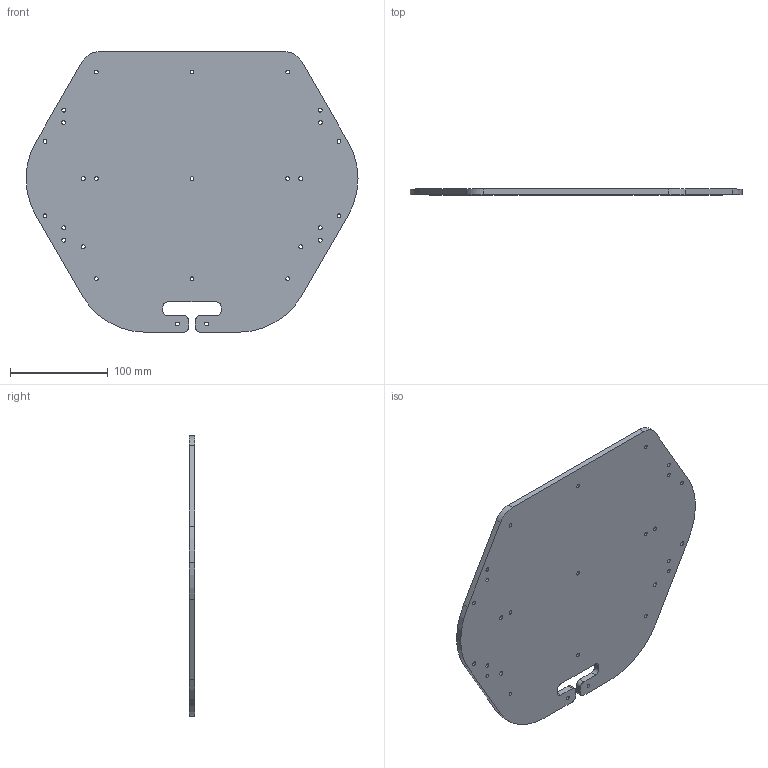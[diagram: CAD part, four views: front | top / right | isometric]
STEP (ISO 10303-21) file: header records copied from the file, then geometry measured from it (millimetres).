
FILE_DESCRIPTION((''),'2;1');
FILE_NAME('DISK_02_NEW','2012-11-19T',('asus'),(''),'PRO/ENGINEER BY PARAMETRIC TECHNOLOGY CORPORATION, 2010480','PRO/ENGINEER BY PARAMETRIC TECHNOLOGY CORPORATION, 2010480','');
FILE_SCHEMA(('CONFIG_CONTROL_DESIGN'));
Length unit declared in the file: millimetre
Products named in the file (1): DISK_02_NEW
Bounding box: 340 x 6 x 287.27 mm (x, y, z)
Volume: 466471.1 mm3; surface area: 164575.6 mm2
Topology: 1 solids, 1 shells, 88 faces, 258 edges, 172 vertices
Faces by surface type: cylinder 72, plane 16
Entity records: 3152 total; most frequent: DIRECTION 578, CARTESIAN_POINT 518, ORIENTED_EDGE 516, EDGE_CURVE 258, AXIS2_PLACEMENT_3D 232, VERTEX_POINT 172, CIRCLE 144, EDGE_LOOP 142
